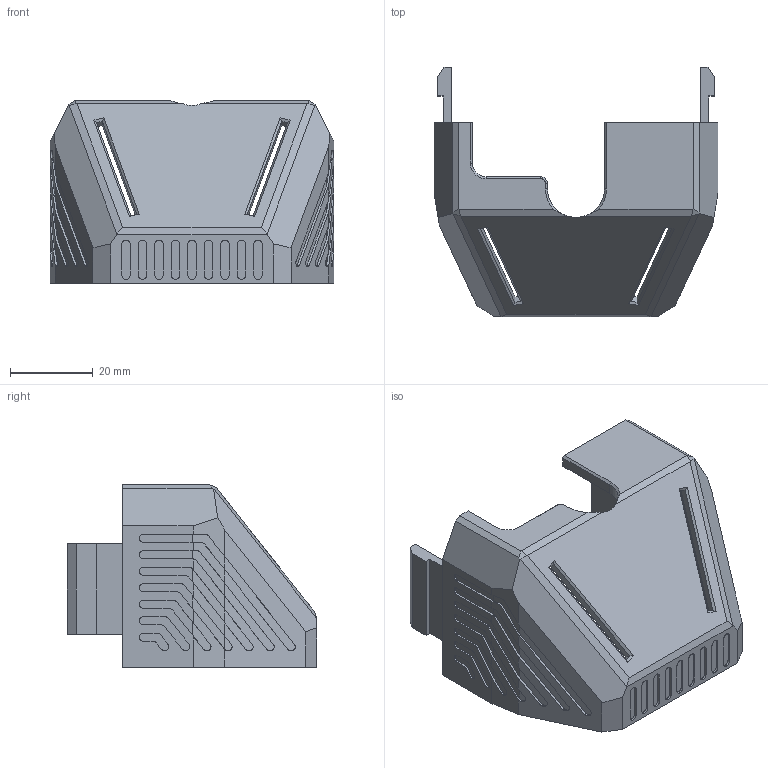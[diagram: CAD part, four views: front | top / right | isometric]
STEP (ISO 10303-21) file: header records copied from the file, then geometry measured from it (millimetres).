
FILE_DESCRIPTION(/* description */ (''),/* implementation_level */ '2;1');
FILE_NAME(/* name */ '02_09_XP__Cover_Print_Head_Front___V1.0.step',/* time_stamp */ '2025-04-03T11:36:10+02:00',/* author */ (''),/* organization */ (''),/* preprocessor_version */ 'ST-DEVELOPER v20.1',/* originating_system */ 'Autodesk Translation Framework v14.4.0.0',/* authorisation */ '');
FILE_SCHEMA (('AUTOMOTIVE_DESIGN { 1 0 10303 214 3 1 1 }'));
Length unit declared in the file: millimetre
Products named in the file (1): 02_09_XP__Cover_Print_Head_Front___V1.0
Bounding box: 68.8 x 60.5 x 44.3 mm (x, y, z)
Volume: 16044.8 mm3; surface area: 16123.9 mm2
Topology: 1 solids, 1 shells, 317 faces, 881 edges, 579 vertices
Faces by surface type: plane 223, cylinder 85, cone 4, bspline 2, torus 2, sphere 1
Entity records: 10280 total; most frequent: CARTESIAN_POINT 1949, ORIENTED_EDGE 1762, DIRECTION 1693, EDGE_CURVE 881, LINE 685, VECTOR 685, VERTEX_POINT 579, AXIS2_PLACEMENT_3D 504
